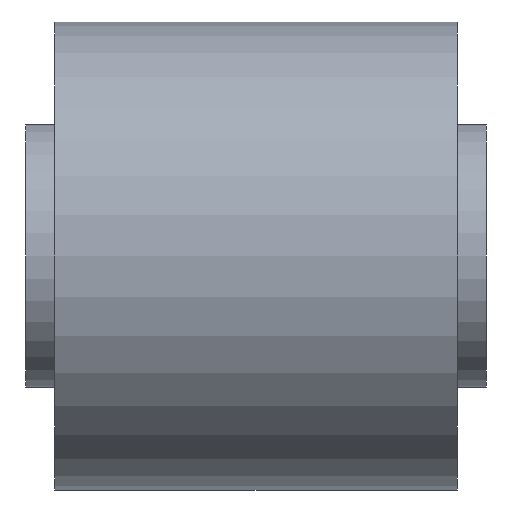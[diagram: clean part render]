
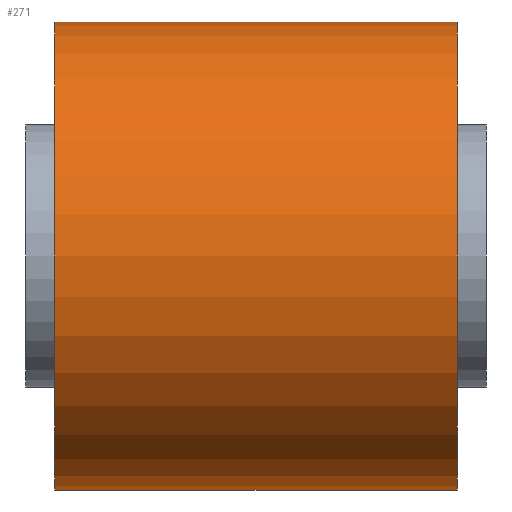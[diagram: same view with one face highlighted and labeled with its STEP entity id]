
A CAD part, front view. The second image highlights one B-rep face of the part: STEP entity #271.
In plain terms, the highlighted cylindrical face has radius 16 mm (diameter 32 mm), a full revolution.
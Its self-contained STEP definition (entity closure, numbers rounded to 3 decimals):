
#13 = CIRCLE ( 'NONE', #216, 16. ) ;
#16 = EDGE_LOOP ( 'NONE', ( #254 ) ) ;
#22 = AXIS2_PLACEMENT_3D ( 'NONE', #241, #92, #282 ) ;
#51 = FACE_OUTER_BOUND ( 'NONE', #16, .T. ) ;
#75 = CARTESIAN_POINT ( 'NONE',  ( 29.5, 0., 16. ) ) ;
#83 = DIRECTION ( 'NONE',  ( 0., 0., 1. ) ) ;
#92 = DIRECTION ( 'NONE',  ( -1., 0., 0. ) ) ;
#98 = EDGE_CURVE ( 'NONE', #301, #301, #171, .T. ) ;
#111 = CARTESIAN_POINT ( 'NONE',  ( 2., 0., 16. ) ) ;
#125 = AXIS2_PLACEMENT_3D ( 'NONE', #202, #305, #330 ) ;
#151 = CYLINDRICAL_SURFACE ( 'NONE', #125, 16. ) ;
#171 = CIRCLE ( 'NONE', #22, 16. ) ;
#175 = FACE_OUTER_BOUND ( 'NONE', #329, .T. ) ;
#196 = VERTEX_POINT ( 'NONE', #111 ) ;
#202 = CARTESIAN_POINT ( 'NONE',  ( 0., 0., 0. ) ) ;
#216 = AXIS2_PLACEMENT_3D ( 'NONE', #255, #253, #83 ) ;
#241 = CARTESIAN_POINT ( 'NONE',  ( 29.5, 0., 0. ) ) ;
#253 = DIRECTION ( 'NONE',  ( -1., 0., 0. ) ) ;
#254 = ORIENTED_EDGE ( 'NONE', *, *, #98, .T. ) ;
#255 = CARTESIAN_POINT ( 'NONE',  ( 2., 0., 0. ) ) ;
#271 = ADVANCED_FACE ( 'NONE', ( #175, #51 ), #151, .T. ) ;
#281 = EDGE_CURVE ( 'NONE', #196, #196, #13, .T. ) ;
#282 = DIRECTION ( 'NONE',  ( 0., 0., 1. ) ) ;
#298 = ORIENTED_EDGE ( 'NONE', *, *, #281, .F. ) ;
#301 = VERTEX_POINT ( 'NONE', #75 ) ;
#305 = DIRECTION ( 'NONE',  ( -1., 0., 0. ) ) ;
#329 = EDGE_LOOP ( 'NONE', ( #298 ) ) ;
#330 = DIRECTION ( 'NONE',  ( 0., 0., 1. ) ) ;
